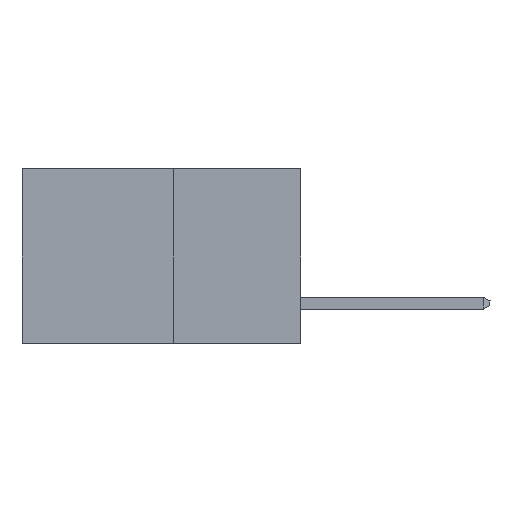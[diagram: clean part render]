
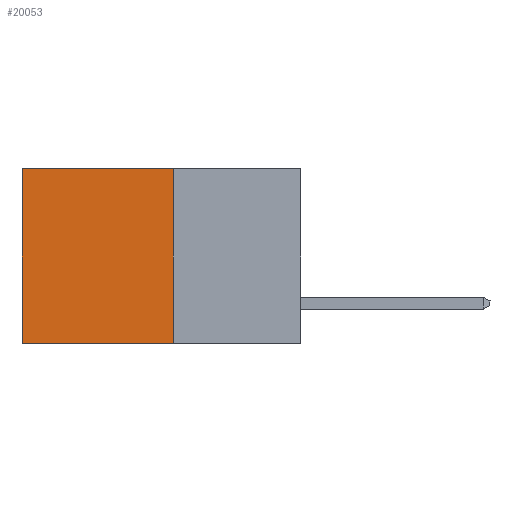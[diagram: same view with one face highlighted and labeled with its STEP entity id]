
A CAD part, left-side view. The second image highlights one B-rep face of the part: STEP entity #20053.
In plain terms, the highlighted planar face has unit normal (-1, 0, 0).
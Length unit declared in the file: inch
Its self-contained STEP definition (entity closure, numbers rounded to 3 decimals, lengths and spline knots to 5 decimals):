
#917 = EDGE_CURVE ( 'NONE', #25775, #2364, #12128, .T. ) ;
#979 = EDGE_CURVE ( 'NONE', #18915, #15307, #21371, .T. ) ;
#1982 = EDGE_CURVE ( 'NONE', #15307, #2364, #24674, .T. ) ;
#2364 = VERTEX_POINT ( 'NONE', #7458 ) ;
#4436 = VECTOR ( 'NONE', #24307, 39.37008 ) ;
#5327 = DIRECTION ( 'NONE',  ( 0., 0., -1. ) ) ;
#5678 = PLANE ( 'NONE',  #18192 ) ;
#6744 = CARTESIAN_POINT ( 'NONE',  ( 0.277, 0.27, -0.37 ) ) ;
#7458 = CARTESIAN_POINT ( 'NONE',  ( 0.277, 0.59, -0.37 ) ) ;
#7910 = ORIENTED_EDGE ( 'NONE', *, *, #1982, .F. ) ;
#8209 = DIRECTION ( 'NONE',  ( 0., 0., -1. ) ) ;
#11118 = LINE ( 'NONE', #21919, #4436 ) ;
#11176 = DIRECTION ( 'NONE',  ( 0., 0., -1. ) ) ;
#11664 = VECTOR ( 'NONE', #15056, 39.37008 ) ;
#12128 = LINE ( 'NONE', #13048, #24368 ) ;
#13048 = CARTESIAN_POINT ( 'NONE',  ( 0.277, 0.59, -0.37 ) ) ;
#14861 = VECTOR ( 'NONE', #5327, 39.37008 ) ;
#15056 = DIRECTION ( 'NONE',  ( 0., 1., 0. ) ) ;
#15307 = VERTEX_POINT ( 'NONE', #19361 ) ;
#15802 = CARTESIAN_POINT ( 'NONE',  ( 0.277, 0.27, -0.37 ) ) ;
#17239 = EDGE_LOOP ( 'NONE', ( #23743, #7910, #23512, #23908 ) ) ;
#18192 = AXIS2_PLACEMENT_3D ( 'NONE', #20573, #23019, #8209 ) ;
#18915 = VERTEX_POINT ( 'NONE', #28116 ) ;
#19361 = CARTESIAN_POINT ( 'NONE',  ( 0.277, 0.27, -0.37 ) ) ;
#20053 = ADVANCED_FACE ( 'NONE', ( #23511 ), #5678, .F. ) ;
#20573 = CARTESIAN_POINT ( 'NONE',  ( 0.277, 0.27, -0.37 ) ) ;
#21371 = LINE ( 'NONE', #6744, #14861 ) ;
#21919 = CARTESIAN_POINT ( 'NONE',  ( 0.277, 0.27, 0. ) ) ;
#23019 = DIRECTION ( 'NONE',  ( 1., 0., 0. ) ) ;
#23511 = FACE_OUTER_BOUND ( 'NONE', #17239, .T. ) ;
#23512 = ORIENTED_EDGE ( 'NONE', *, *, #979, .F. ) ;
#23743 = ORIENTED_EDGE ( 'NONE', *, *, #917, .T. ) ;
#23908 = ORIENTED_EDGE ( 'NONE', *, *, #27229, .T. ) ;
#24307 = DIRECTION ( 'NONE',  ( 0., 1., 0. ) ) ;
#24368 = VECTOR ( 'NONE', #11176, 39.37008 ) ;
#24674 = LINE ( 'NONE', #15802, #11664 ) ;
#25775 = VERTEX_POINT ( 'NONE', #28656 ) ;
#27229 = EDGE_CURVE ( 'NONE', #18915, #25775, #11118, .T. ) ;
#28116 = CARTESIAN_POINT ( 'NONE',  ( 0.277, 0.27, 0. ) ) ;
#28656 = CARTESIAN_POINT ( 'NONE',  ( 0.277, 0.59, 0. ) ) ;
